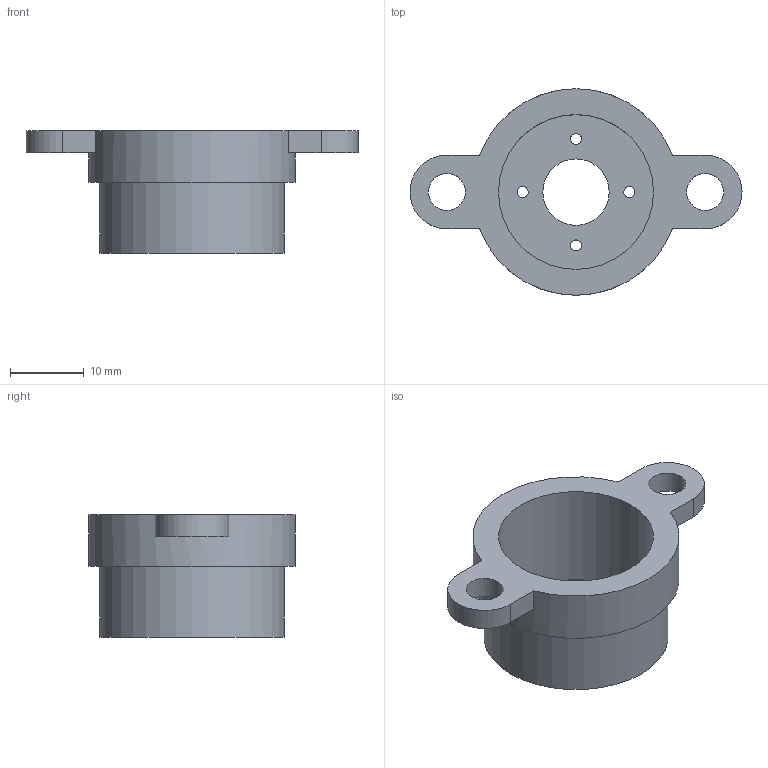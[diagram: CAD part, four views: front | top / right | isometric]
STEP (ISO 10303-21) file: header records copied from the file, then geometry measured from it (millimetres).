
FILE_DESCRIPTION(/* description */ ('STEP AP214'),/* implementation_level */ '2;1');
FILE_NAME(/* name */ '67f71a1bb2acff2e7002bf65',/* time_stamp */ '2025-04-10T01:08:44Z',/* author */ (''),/* organization */ (''),/* preprocessor_version */ 'ST-DEVELOPER v20',/* originating_system */ 'ONSHAPE BY PTC INC, 1.196',/* authorisation */ ' ');
FILE_SCHEMA (('AUTOMOTIVE_DESIGN {1 0 10303 214 3 1 1}'));
Length unit declared in the file: metre
Products named in the file (1): Joint4_Coupler
Bounding box: 45 x 28 x 16.6 mm (x, y, z)
Volume: 4170.4 mm3; surface area: 3928.2 mm2
Topology: 1 solids, 1 shells, 22 faces, 55 edges, 37 vertices
Faces by surface type: cylinder 12, plane 10
Full cylindrical faces by diameter (mm): 1.5 x4, 5 x2, 9 x1, 21 x1, 25 x1, 28 x1
Entity records: 664 total; most frequent: DIRECTION 116, CARTESIAN_POINT 101, ORIENTED_EDGE 86, AXIS2_PLACEMENT_3D 50, EDGE_LOOP 48, FACE_BOUND 48, EDGE_CURVE 43, VERTEX_POINT 35
